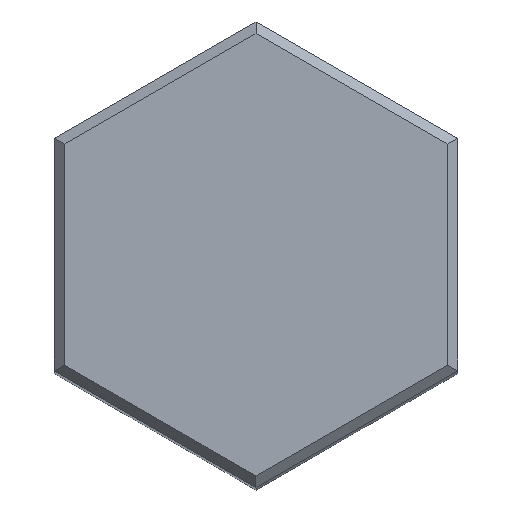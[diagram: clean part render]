
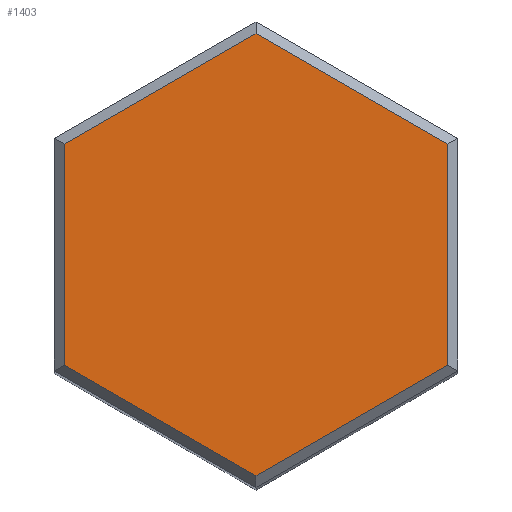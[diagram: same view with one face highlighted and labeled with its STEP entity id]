
A CAD part, top view. The second image highlights one B-rep face of the part: STEP entity #1403.
In plain terms, the highlighted planar face has unit normal (0, 0, 1).
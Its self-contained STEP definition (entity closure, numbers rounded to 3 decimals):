
#65 = VERTEX_POINT ( 'NONE', #4810 ) ;
#166 = CARTESIAN_POINT ( 'NONE',  ( 0., -2.194, 67.5 ) ) ;
#357 = VECTOR ( 'NONE', #449, 1000. ) ;
#449 = DIRECTION ( 'NONE',  ( -0.866, -0.5, 0. ) ) ;
#703 = CARTESIAN_POINT ( 'NONE',  ( 1.95, -1.068, 67.5 ) ) ;
#764 = DIRECTION ( 'NONE',  ( 1., 0., 0. ) ) ;
#812 = VECTOR ( 'NONE', #6920, 1000. ) ;
#860 = CARTESIAN_POINT ( 'NONE',  ( 1.9, 1.097, 67.5 ) ) ;
#938 = VECTOR ( 'NONE', #4772, 1000. ) ;
#994 = DIRECTION ( 'NONE',  ( 0.866, -0.5, 0. ) ) ;
#996 = CARTESIAN_POINT ( 'NONE',  ( -1.9, -1.155, 67.5 ) ) ;
#1070 = ORIENTED_EDGE ( 'NONE', *, *, #1775, .T. ) ;
#1323 = PLANE ( 'NONE',  #2878 ) ;
#1353 = DIRECTION ( 'NONE',  ( 0., 1., 0. ) ) ;
#1403 = ADVANCED_FACE ( 'NONE', ( #7199 ), #1323, .T. ) ;
#1485 = ORIENTED_EDGE ( 'NONE', *, *, #5723, .T. ) ;
#1775 = EDGE_CURVE ( 'NONE', #6317, #65, #6436, .T. ) ;
#1814 = EDGE_LOOP ( 'NONE', ( #5262, #1070, #1485, #4510, #2959, #5962 ) ) ;
#1883 = DIRECTION ( 'NONE',  ( -0.866, 0.5, 0. ) ) ;
#2207 = VECTOR ( 'NONE', #994, 1000. ) ;
#2353 = VERTEX_POINT ( 'NONE', #860 ) ;
#2878 = AXIS2_PLACEMENT_3D ( 'NONE', #5521, #6111, #764 ) ;
#2959 = ORIENTED_EDGE ( 'NONE', *, *, #3212, .T. ) ;
#3033 = LINE ( 'NONE', #7514, #2207 ) ;
#3053 = CARTESIAN_POINT ( 'NONE',  ( 1.9, 1.155, 67.5 ) ) ;
#3164 = LINE ( 'NONE', #6947, #357 ) ;
#3212 = EDGE_CURVE ( 'NONE', #7029, #7039, #3164, .T. ) ;
#3321 = LINE ( 'NONE', #6124, #4645 ) ;
#3772 = VERTEX_POINT ( 'NONE', #3891 ) ;
#3891 = CARTESIAN_POINT ( 'NONE',  ( -1.9, -1.097, 67.5 ) ) ;
#4100 = CARTESIAN_POINT ( 'NONE',  ( -1.9, 1.097, 67.5 ) ) ;
#4180 = CARTESIAN_POINT ( 'NONE',  ( 0., 2.194, 67.5 ) ) ;
#4381 = EDGE_CURVE ( 'NONE', #2353, #7029, #3321, .T. ) ;
#4510 = ORIENTED_EDGE ( 'NONE', *, *, #4381, .T. ) ;
#4645 = VECTOR ( 'NONE', #1883, 1000. ) ;
#4772 = DIRECTION ( 'NONE',  ( 0.866, 0.5, 0. ) ) ;
#4810 = CARTESIAN_POINT ( 'NONE',  ( 1.9, -1.097, 67.5 ) ) ;
#5262 = ORIENTED_EDGE ( 'NONE', *, *, #7696, .T. ) ;
#5521 = CARTESIAN_POINT ( 'NONE',  ( 0., 0., 67.5 ) ) ;
#5573 = LINE ( 'NONE', #996, #812 ) ;
#5723 = EDGE_CURVE ( 'NONE', #65, #2353, #6036, .T. ) ;
#5962 = ORIENTED_EDGE ( 'NONE', *, *, #6601, .T. ) ;
#6036 = LINE ( 'NONE', #3053, #7711 ) ;
#6111 = DIRECTION ( 'NONE',  ( 0., 0., 1. ) ) ;
#6124 = CARTESIAN_POINT ( 'NONE',  ( -0.05, 2.223, 67.5 ) ) ;
#6317 = VERTEX_POINT ( 'NONE', #166 ) ;
#6436 = LINE ( 'NONE', #703, #938 ) ;
#6601 = EDGE_CURVE ( 'NONE', #7039, #3772, #5573, .T. ) ;
#6920 = DIRECTION ( 'NONE',  ( 0., -1., 0. ) ) ;
#6947 = CARTESIAN_POINT ( 'NONE',  ( -1.95, 1.068, 67.5 ) ) ;
#7029 = VERTEX_POINT ( 'NONE', #4180 ) ;
#7039 = VERTEX_POINT ( 'NONE', #4100 ) ;
#7199 = FACE_OUTER_BOUND ( 'NONE', #1814, .T. ) ;
#7514 = CARTESIAN_POINT ( 'NONE',  ( 0.05, -2.223, 67.5 ) ) ;
#7696 = EDGE_CURVE ( 'NONE', #3772, #6317, #3033, .T. ) ;
#7711 = VECTOR ( 'NONE', #1353, 1000. ) ;
